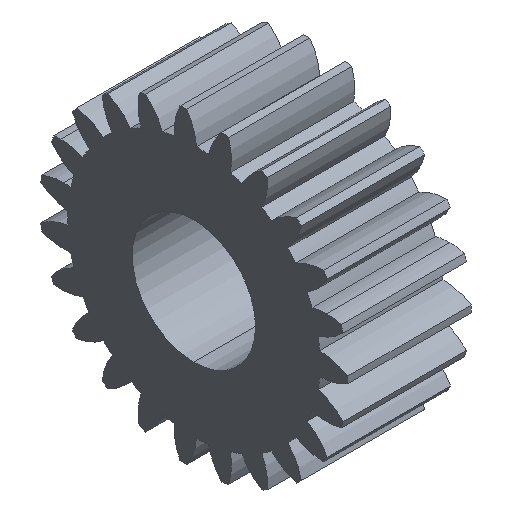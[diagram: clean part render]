
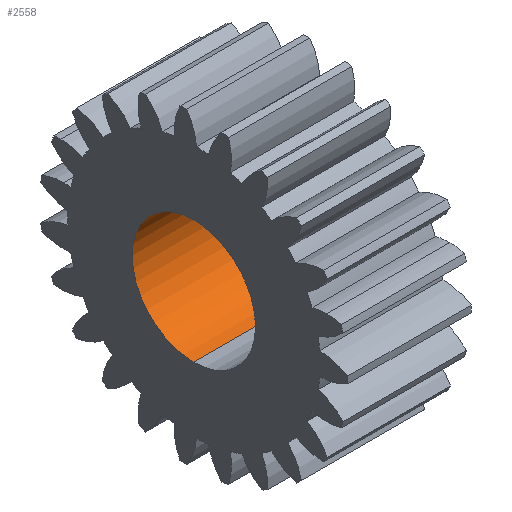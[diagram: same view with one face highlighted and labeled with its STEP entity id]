
A CAD part, isometric view. The second image highlights one B-rep face of the part: STEP entity #2558.
In plain terms, the highlighted cylindrical face has radius 5 mm (diameter 10 mm), a partial arc.
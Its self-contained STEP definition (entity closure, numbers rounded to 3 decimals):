
#39 = CYLINDRICAL_SURFACE ( 'NONE', #2288, 5. ) ;
#143 = EDGE_CURVE ( 'NONE', #393, #2721, #3469, .T. ) ;
#147 = VERTEX_POINT ( 'NONE', #223 ) ;
#177 = CARTESIAN_POINT ( 'NONE',  ( 50., 0., 0. ) ) ;
#223 = CARTESIAN_POINT ( 'NONE',  ( 0., 0., -5. ) ) ;
#345 = ORIENTED_EDGE ( 'NONE', *, *, #639, .T. ) ;
#367 = VECTOR ( 'NONE', #3113, 1000. ) ;
#393 = VERTEX_POINT ( 'NONE', #2572 ) ;
#485 = EDGE_CURVE ( 'NONE', #3095, #147, #505, .T. ) ;
#505 = LINE ( 'NONE', #1425, #367 ) ;
#542 = DIRECTION ( 'NONE',  ( -1., 0., 0. ) ) ;
#627 = AXIS2_PLACEMENT_3D ( 'NONE', #2719, #542, #819 ) ;
#639 = EDGE_CURVE ( 'NONE', #2721, #147, #1097, .T. ) ;
#721 = CIRCLE ( 'NONE', #1799, 5. ) ;
#819 = DIRECTION ( 'NONE',  ( 0., 0., -1. ) ) ;
#1047 = DIRECTION ( 'NONE',  ( 1., 0., 0. ) ) ;
#1097 = CIRCLE ( 'NONE', #627, 5. ) ;
#1237 = EDGE_LOOP ( 'NONE', ( #2508, #3393, #2381, #345 ) ) ;
#1290 = EDGE_CURVE ( 'NONE', #3095, #393, #721, .T. ) ;
#1425 = CARTESIAN_POINT ( 'NONE',  ( 50., 0., -5. ) ) ;
#1799 = AXIS2_PLACEMENT_3D ( 'NONE', #3494, #1047, #3470 ) ;
#1837 = CARTESIAN_POINT ( 'NONE',  ( 50., 0., 5. ) ) ;
#1875 = CARTESIAN_POINT ( 'NONE',  ( 10., 0., -5. ) ) ;
#2288 = AXIS2_PLACEMENT_3D ( 'NONE', #177, #2349, #2633 ) ;
#2329 = VECTOR ( 'NONE', #2949, 1000. ) ;
#2349 = DIRECTION ( 'NONE',  ( -1., 0., 0. ) ) ;
#2369 = FACE_OUTER_BOUND ( 'NONE', #1237, .T. ) ;
#2381 = ORIENTED_EDGE ( 'NONE', *, *, #143, .T. ) ;
#2508 = ORIENTED_EDGE ( 'NONE', *, *, #485, .F. ) ;
#2558 = ADVANCED_FACE ( 'NONE', ( #2369 ), #39, .F. ) ;
#2572 = CARTESIAN_POINT ( 'NONE',  ( 10., 0., 5. ) ) ;
#2633 = DIRECTION ( 'NONE',  ( 0., 0., 1. ) ) ;
#2719 = CARTESIAN_POINT ( 'NONE',  ( 0., 0., 0. ) ) ;
#2721 = VERTEX_POINT ( 'NONE', #3299 ) ;
#2949 = DIRECTION ( 'NONE',  ( -1., 0., 0. ) ) ;
#3095 = VERTEX_POINT ( 'NONE', #1875 ) ;
#3113 = DIRECTION ( 'NONE',  ( -1., 0., 0. ) ) ;
#3299 = CARTESIAN_POINT ( 'NONE',  ( 0., 0., 5. ) ) ;
#3393 = ORIENTED_EDGE ( 'NONE', *, *, #1290, .T. ) ;
#3469 = LINE ( 'NONE', #1837, #2329 ) ;
#3470 = DIRECTION ( 'NONE',  ( 0., 0., 1. ) ) ;
#3494 = CARTESIAN_POINT ( 'NONE',  ( 10., 0., 0. ) ) ;
